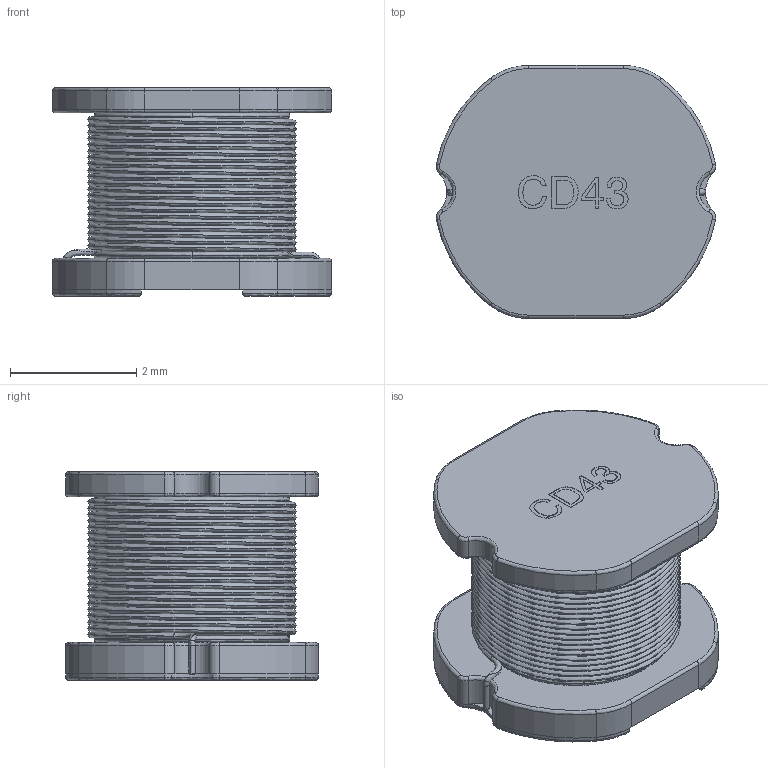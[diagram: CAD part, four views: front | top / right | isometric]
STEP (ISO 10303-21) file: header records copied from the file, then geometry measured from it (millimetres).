
FILE_DESCRIPTION (( 'STEP AP214' ), '1' );
FILE_NAME ('111.STEP', '2017-05-26T08:16:22', ( 'Charjie' ), ( 'Microsoft' ), 'SwSTEP 2.0', 'SolidWorks 2014', '' );
FILE_SCHEMA (( 'AUTOMOTIVE_DESIGN' ));
Length unit declared in the file: millimetre
Products named in the file (4): Designator68; 111; CD43
Assembly tree (3 placements, depth 4):
  111
    Designator68
      CD43
        CD43
Bounding box: 4.42 x 4 x 3.3 mm (x, y, z)
Volume: 33 mm3; surface area: 178.1 mm2
Topology: 5 solids, 5 shells, 288 faces, 648 edges, 378 vertices
Faces by surface type: bspline 185, plane 53, cylinder 50
Entity records: 19291 total; most frequent: CARTESIAN_POINT 10361, ORIENTED_EDGE 1296, DIRECTION 1068, EDGE_CURVE 648, AXIS2_PLACEMENT_3D 443, VERTEX_POINT 378, CIRCLE 332, UNCERTAINTY_MEASURE_WITH_UNIT 298
